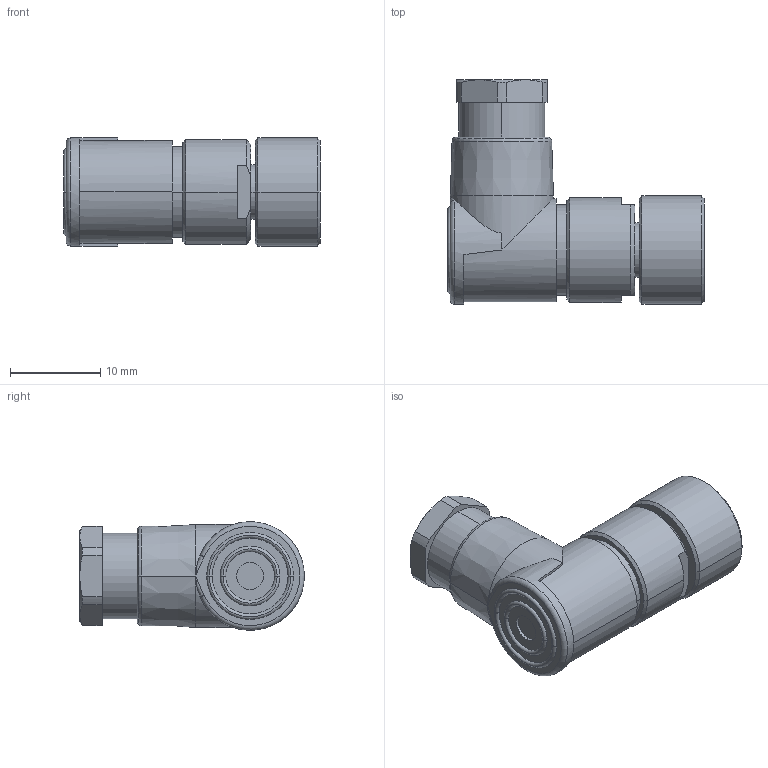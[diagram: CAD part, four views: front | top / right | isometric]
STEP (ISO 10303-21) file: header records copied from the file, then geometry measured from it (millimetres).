
FILE_DESCRIPTION((''),'2;1');
FILE_NAME('CAD-7073','2020-10-19T08:39:11',('creinig-se'),(''),'CREO PARAMETRIC BY PTC INC, 2019292','CREO PARAMETRIC BY PTC INC, 2019292','');
FILE_SCHEMA(('CONFIG_CONTROL_DESIGN','SHAPE_APPEARANCE_LAYERS_GROUPS'));
Length unit declared in the file: millimetre
Products named in the file (1): CAD-7073
Bounding box: 28.4 x 24.85 x 12 mm (x, y, z)
Volume: 4053.5 mm3; surface area: 2175.1 mm2
Topology: 1 solids, 1 shells, 144 faces, 347 edges, 219 vertices
Faces by surface type: plane 48, cylinder 35, cone 34, torus 13, bspline 8, extrusion 6
Entity records: 6571 total; most frequent: CARTESIAN_POINT 1495, DIRECTION 702, ORIENTED_EDGE 676, PRESENTATION_STYLE_ASSIGNMENT 400, STYLED_ITEM 347, CURVE_STYLE 346, EDGE_CURVE 338, AXIS2_PLACEMENT_3D 299
